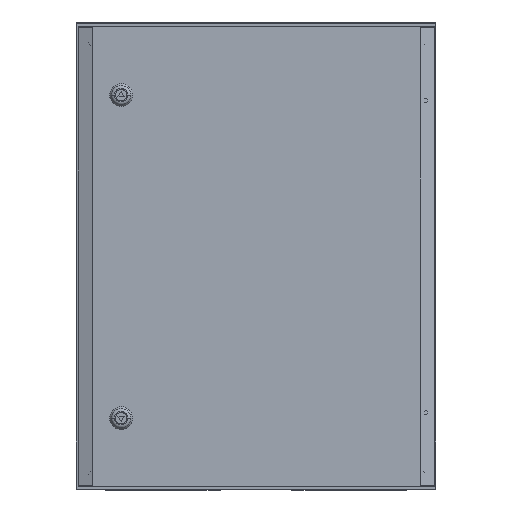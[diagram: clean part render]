
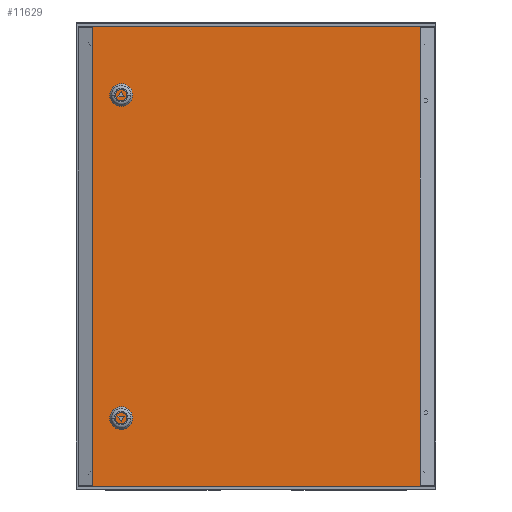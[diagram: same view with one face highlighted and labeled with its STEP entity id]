
A CAD part, top view. The second image highlights one B-rep face of the part: STEP entity #11629.
In plain terms, the highlighted planar face has unit normal (-0.002, 0, 1).
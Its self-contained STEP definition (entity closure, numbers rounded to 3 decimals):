
#148 = DIRECTION ( 'NONE',  ( -1., 0., 0. ) ) ;
#182 = CARTESIAN_POINT ( 'NONE',  ( 227.921, 320., 0. ) ) ;
#318 = CARTESIAN_POINT ( 'NONE',  ( -227.921, 320., 0. ) ) ;
#406 = DIRECTION ( 'NONE',  ( 0., -1., 0. ) ) ;
#1426 = ORIENTED_EDGE ( 'NONE', *, *, #10713, .F. ) ;
#1448 = VECTOR ( 'NONE', #9921, 1000. ) ;
#1949 = CARTESIAN_POINT ( 'NONE',  ( -190., 225., 0. ) ) ;
#3205 = CIRCLE ( 'NONE', #11488, 1.5 ) ;
#3839 = FACE_BOUND ( 'NONE', #18373, .T. ) ;
#3868 = CARTESIAN_POINT ( 'NONE',  ( -227.921, -320., 0. ) ) ;
#4186 = EDGE_CURVE ( 'NONE', #10344, #10174, #23866, .T. ) ;
#4189 = EDGE_CURVE ( 'NONE', #13947, #15793, #19021, .T. ) ;
#4213 = VECTOR ( 'NONE', #406, 1000. ) ;
#4254 = EDGE_CURVE ( 'NONE', #9755, #9802, #12961, .T. ) ;
#4770 = LINE ( 'NONE', #318, #9805 ) ;
#4933 = DIRECTION ( 'NONE',  ( -1., 0., 0. ) ) ;
#4939 = DIRECTION ( 'NONE',  ( 0., 0., 1. ) ) ;
#4959 = CARTESIAN_POINT ( 'NONE',  ( -188.5, -225., 0. ) ) ;
#5165 = PLANE ( 'NONE',  #14407 ) ;
#5828 = ORIENTED_EDGE ( 'NONE', *, *, #4254, .F. ) ;
#5908 = LINE ( 'NONE', #22819, #1448 ) ;
#6051 = DIRECTION ( 'NONE',  ( 1., 0., 0. ) ) ;
#6078 = DIRECTION ( 'NONE',  ( 0., 0., 1. ) ) ;
#6128 = CARTESIAN_POINT ( 'NONE',  ( -188.5, 225., 0. ) ) ;
#6155 = CARTESIAN_POINT ( 'NONE',  ( -227.921, -320., 0. ) ) ;
#6280 = DIRECTION ( 'NONE',  ( -1., 0., 0. ) ) ;
#6726 = AXIS2_PLACEMENT_3D ( 'NONE', #4959, #4939, #4933 ) ;
#7050 = DIRECTION ( 'NONE',  ( 0., 0., 1. ) ) ;
#7066 = ORIENTED_EDGE ( 'NONE', *, *, #4186, .F. ) ;
#8257 = FACE_OUTER_BOUND ( 'NONE', #18615, .T. ) ;
#9149 = VECTOR ( 'NONE', #6280, 1000. ) ;
#9435 = EDGE_CURVE ( 'NONE', #19035, #13947, #19665, .T. ) ;
#9596 = CARTESIAN_POINT ( 'NONE',  ( -188.5, 225., 0. ) ) ;
#9755 = VERTEX_POINT ( 'NONE', #20189 ) ;
#9802 = VERTEX_POINT ( 'NONE', #17759 ) ;
#9805 = VECTOR ( 'NONE', #13512, 1000. ) ;
#9921 = DIRECTION ( 'NONE',  ( 0., -1., 0. ) ) ;
#9950 = CARTESIAN_POINT ( 'NONE',  ( -187., 225., 0. ) ) ;
#10174 = VERTEX_POINT ( 'NONE', #1949 ) ;
#10344 = VERTEX_POINT ( 'NONE', #9950 ) ;
#10713 = EDGE_CURVE ( 'NONE', #10174, #10344, #11588, .T. ) ;
#11488 = AXIS2_PLACEMENT_3D ( 'NONE', #22507, #11519, #148 ) ;
#11519 = DIRECTION ( 'NONE',  ( 0., 0., 1. ) ) ;
#11523 = DIRECTION ( 'NONE',  ( 1., 0., 0. ) ) ;
#11588 = CIRCLE ( 'NONE', #17109, 1.5 ) ;
#11629 = ADVANCED_FACE ( 'NONE', ( #17523, #3839, #8257 ), #5165, .T. ) ;
#12418 = ORIENTED_EDGE ( 'NONE', *, *, #20806, .T. ) ;
#12871 = CARTESIAN_POINT ( 'NONE',  ( -227.921, 320., 0. ) ) ;
#12961 = CIRCLE ( 'NONE', #6726, 1.5 ) ;
#13512 = DIRECTION ( 'NONE',  ( -1., 0., 0. ) ) ;
#13774 = CARTESIAN_POINT ( 'NONE',  ( 227.921, 320., 0. ) ) ;
#13947 = VERTEX_POINT ( 'NONE', #23390 ) ;
#14407 = AXIS2_PLACEMENT_3D ( 'NONE', #16144, #7050, #20063 ) ;
#15793 = VERTEX_POINT ( 'NONE', #3868 ) ;
#15811 = EDGE_LOOP ( 'NONE', ( #17704, #5828 ) ) ;
#16144 = CARTESIAN_POINT ( 'NONE',  ( -227.921, 320., 0. ) ) ;
#16694 = ORIENTED_EDGE ( 'NONE', *, *, #9435, .F. ) ;
#17109 = AXIS2_PLACEMENT_3D ( 'NONE', #9596, #22511, #11523 ) ;
#17523 = FACE_BOUND ( 'NONE', #15811, .T. ) ;
#17567 = ORIENTED_EDGE ( 'NONE', *, *, #19544, .T. ) ;
#17704 = ORIENTED_EDGE ( 'NONE', *, *, #20714, .F. ) ;
#17759 = CARTESIAN_POINT ( 'NONE',  ( -187., -225., 0. ) ) ;
#18373 = EDGE_LOOP ( 'NONE', ( #7066, #1426 ) ) ;
#18615 = EDGE_LOOP ( 'NONE', ( #19328, #16694, #17567, #12418 ) ) ;
#19021 = LINE ( 'NONE', #6155, #9149 ) ;
#19035 = VERTEX_POINT ( 'NONE', #13774 ) ;
#19328 = ORIENTED_EDGE ( 'NONE', *, *, #4189, .F. ) ;
#19380 = VERTEX_POINT ( 'NONE', #12871 ) ;
#19544 = EDGE_CURVE ( 'NONE', #19035, #19380, #4770, .T. ) ;
#19665 = LINE ( 'NONE', #182, #4213 ) ;
#20063 = DIRECTION ( 'NONE',  ( 1., 0., 0. ) ) ;
#20189 = CARTESIAN_POINT ( 'NONE',  ( -190., -225., 0. ) ) ;
#20714 = EDGE_CURVE ( 'NONE', #9802, #9755, #3205, .T. ) ;
#20806 = EDGE_CURVE ( 'NONE', #19380, #15793, #5908, .T. ) ;
#22507 = CARTESIAN_POINT ( 'NONE',  ( -188.5, -225., 0. ) ) ;
#22511 = DIRECTION ( 'NONE',  ( 0., 0., 1. ) ) ;
#22819 = CARTESIAN_POINT ( 'NONE',  ( -227.921, 320., 0. ) ) ;
#23315 = AXIS2_PLACEMENT_3D ( 'NONE', #6128, #6078, #6051 ) ;
#23390 = CARTESIAN_POINT ( 'NONE',  ( 227.921, -320., 0. ) ) ;
#23866 = CIRCLE ( 'NONE', #23315, 1.5 ) ;
